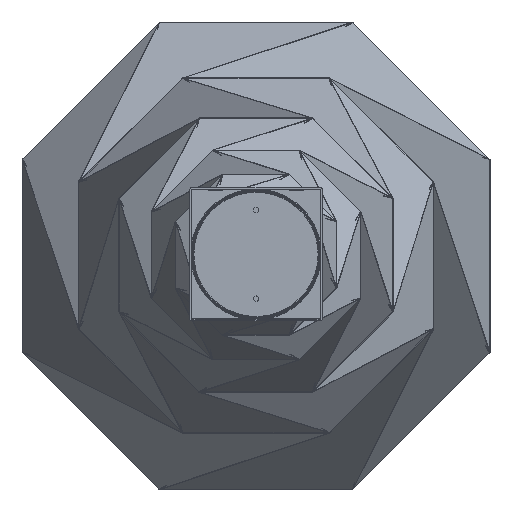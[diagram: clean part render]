
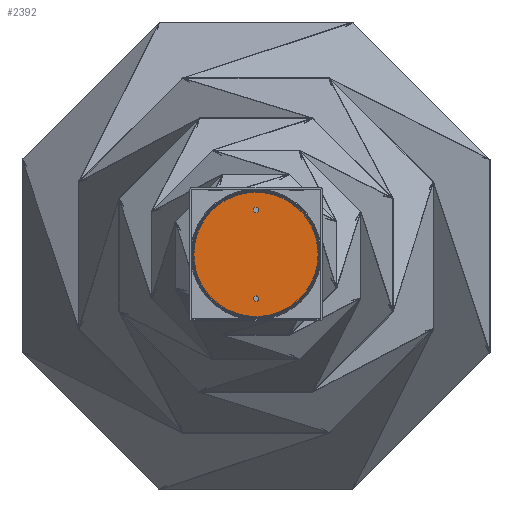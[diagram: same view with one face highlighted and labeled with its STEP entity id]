
A CAD part, top view. The second image highlights one B-rep face of the part: STEP entity #2392.
In plain terms, the highlighted planar face has unit normal (0, 0, 1).
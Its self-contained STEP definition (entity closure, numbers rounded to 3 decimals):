
#68=FACE_BOUND($,#5215,.T.);
#69=FACE_BOUND($,#5216,.T.);
#517=PLANE($,#19179);
#884=(
BOUNDED_CURVE()
B_SPLINE_CURVE(2,(#42089,#42090,#42091,#42092,#42093),.UNSPECIFIED.,.F.,
.F.)
B_SPLINE_CURVE_WITH_KNOTS((3,2,3),(-10.996,-5.498,0.),
.UNSPECIFIED.)
CURVE()
GEOMETRIC_REPRESENTATION_ITEM()
RATIONAL_B_SPLINE_CURVE((1.,0.707,1.,0.707,1.))
REPRESENTATION_ITEM($)
);
#885=(
BOUNDED_CURVE()
B_SPLINE_CURVE(2,(#42094,#42095,#42096,#42097,#42098),.UNSPECIFIED.,.F.,
.F.)
B_SPLINE_CURVE_WITH_KNOTS((3,2,3),(-21.991,-16.493,-10.996),
.UNSPECIFIED.)
CURVE()
GEOMETRIC_REPRESENTATION_ITEM()
RATIONAL_B_SPLINE_CURVE((1.,0.707,1.,0.707,1.))
REPRESENTATION_ITEM($)
);
#886=(
BOUNDED_CURVE()
B_SPLINE_CURVE(2,(#42099,#42100,#42101,#42102,#42103),.UNSPECIFIED.,.F.,
.F.)
B_SPLINE_CURVE_WITH_KNOTS((3,2,3),(-247.852,-123.926,0.),
.UNSPECIFIED.)
CURVE()
GEOMETRIC_REPRESENTATION_ITEM()
RATIONAL_B_SPLINE_CURVE((1.,0.707,1.,0.707,1.))
REPRESENTATION_ITEM($)
);
#887=(
BOUNDED_CURVE()
B_SPLINE_CURVE(2,(#42104,#42105,#42106,#42107,#42108),.UNSPECIFIED.,.F.,
.F.)
B_SPLINE_CURVE_WITH_KNOTS((3,2,3),(-495.704,-371.778,-247.852),
.UNSPECIFIED.)
CURVE()
GEOMETRIC_REPRESENTATION_ITEM()
RATIONAL_B_SPLINE_CURVE((1.,0.707,1.,0.707,1.))
REPRESENTATION_ITEM($)
);
#888=(
BOUNDED_CURVE()
B_SPLINE_CURVE(2,(#42109,#42110,#42111,#42112,#42113),.UNSPECIFIED.,.F.,
.F.)
B_SPLINE_CURVE_WITH_KNOTS((3,2,3),(10.996,16.493,21.991),
.UNSPECIFIED.)
CURVE()
GEOMETRIC_REPRESENTATION_ITEM()
RATIONAL_B_SPLINE_CURVE((1.,0.707,1.,0.707,1.))
REPRESENTATION_ITEM($)
);
#889=(
BOUNDED_CURVE()
B_SPLINE_CURVE(2,(#42114,#42115,#42116,#42117,#42118),.UNSPECIFIED.,.F.,
.F.)
B_SPLINE_CURVE_WITH_KNOTS((3,2,3),(0.,5.498,10.996),
.UNSPECIFIED.)
CURVE()
GEOMETRIC_REPRESENTATION_ITEM()
RATIONAL_B_SPLINE_CURVE((1.,0.707,1.,0.707,1.))
REPRESENTATION_ITEM($)
);
#2392=ADVANCED_FACE($,(#3775,#68,#69),#517,.T.);
#3775=FACE_OUTER_BOUND($,#5214,.T.);
#5214=EDGE_LOOP($,(#10611,#10612));
#5215=EDGE_LOOP($,(#10613,#10614));
#5216=EDGE_LOOP($,(#10615,#10616));
#10611=ORIENTED_EDGE($,*,*,#13639,.F.);
#10612=ORIENTED_EDGE($,*,*,#13640,.F.);
#10613=ORIENTED_EDGE($,*,*,#13638,.F.);
#10614=ORIENTED_EDGE($,*,*,#13637,.F.);
#10615=ORIENTED_EDGE($,*,*,#13641,.F.);
#10616=ORIENTED_EDGE($,*,*,#13642,.F.);
#13637=EDGE_CURVE($,#15328,#15329,#884,.T.);
#13638=EDGE_CURVE($,#15329,#15328,#885,.T.);
#13639=EDGE_CURVE($,#15330,#15331,#886,.T.);
#13640=EDGE_CURVE($,#15331,#15330,#887,.T.);
#13641=EDGE_CURVE($,#15332,#15333,#888,.T.);
#13642=EDGE_CURVE($,#15333,#15332,#889,.T.);
#15328=VERTEX_POINT($,#42572);
#15329=VERTEX_POINT($,#42573);
#15330=VERTEX_POINT($,#42574);
#15331=VERTEX_POINT($,#42575);
#15332=VERTEX_POINT($,#42576);
#15333=VERTEX_POINT($,#42577);
#19179=AXIS2_PLACEMENT_3D($,#42332,#19345,$);
#19345=DIRECTION($,(0.,0.,1.));
#42089=CARTESIAN_POINT($,(3.5,55.,3.));
#42090=CARTESIAN_POINT($,(3.5,58.5,3.));
#42091=CARTESIAN_POINT($,(0.,58.5,3.));
#42092=CARTESIAN_POINT($,(-3.5,58.5,3.));
#42093=CARTESIAN_POINT($,(-3.5,55.,3.));
#42094=CARTESIAN_POINT($,(-3.5,55.,3.));
#42095=CARTESIAN_POINT($,(-3.5,51.5,3.));
#42096=CARTESIAN_POINT($,(0.,51.5,3.));
#42097=CARTESIAN_POINT($,(3.5,51.5,3.));
#42098=CARTESIAN_POINT($,(3.5,55.,3.));
#42099=CARTESIAN_POINT($,(78.894,0.,3.));
#42100=CARTESIAN_POINT($,(78.894,-78.894,3.));
#42101=CARTESIAN_POINT($,(0.,-78.894,3.));
#42102=CARTESIAN_POINT($,(-78.894,-78.894,3.));
#42103=CARTESIAN_POINT($,(-78.894,0.,3.));
#42104=CARTESIAN_POINT($,(-78.894,0.,3.));
#42105=CARTESIAN_POINT($,(-78.894,78.894,3.));
#42106=CARTESIAN_POINT($,(0.,78.894,3.));
#42107=CARTESIAN_POINT($,(78.894,78.894,3.));
#42108=CARTESIAN_POINT($,(78.894,0.,3.));
#42109=CARTESIAN_POINT($,(3.5,-55.,3.));
#42110=CARTESIAN_POINT($,(3.5,-51.5,3.));
#42111=CARTESIAN_POINT($,(0.,-51.5,3.));
#42112=CARTESIAN_POINT($,(-3.5,-51.5,3.));
#42113=CARTESIAN_POINT($,(-3.5,-55.,3.));
#42114=CARTESIAN_POINT($,(-3.5,-55.,3.));
#42115=CARTESIAN_POINT($,(-3.5,-58.5,3.));
#42116=CARTESIAN_POINT($,(0.,-58.5,3.));
#42117=CARTESIAN_POINT($,(3.5,-58.5,3.));
#42118=CARTESIAN_POINT($,(3.5,-55.,3.));
#42332=CARTESIAN_POINT($,(80.472,-80.472,3.));
#42572=CARTESIAN_POINT($,(3.5,55.,3.));
#42573=CARTESIAN_POINT($,(-3.5,55.,3.));
#42574=CARTESIAN_POINT($,(78.894,0.,3.));
#42575=CARTESIAN_POINT($,(-78.894,0.,3.));
#42576=CARTESIAN_POINT($,(3.5,-55.,3.));
#42577=CARTESIAN_POINT($,(-3.5,-55.,3.));
